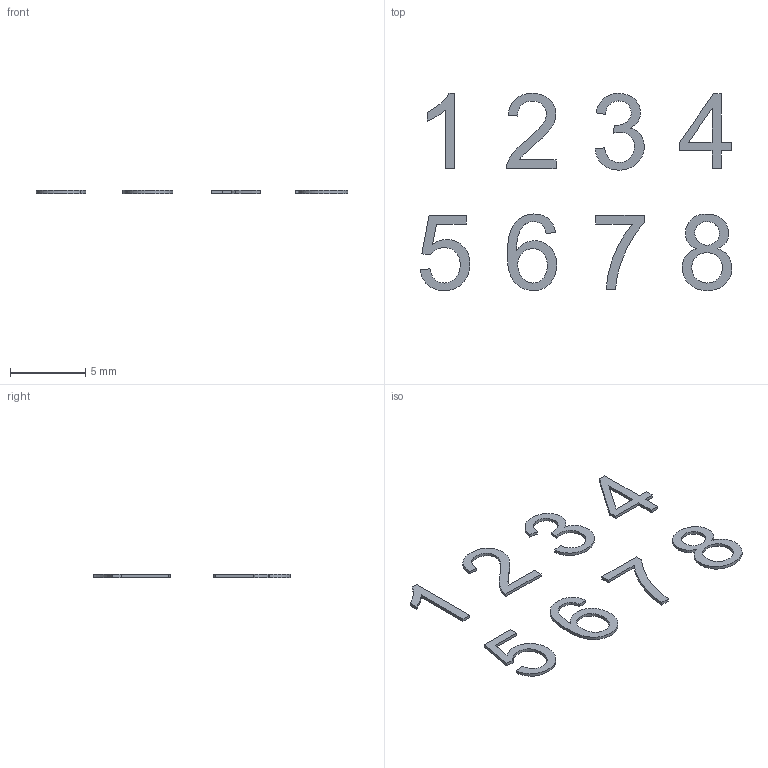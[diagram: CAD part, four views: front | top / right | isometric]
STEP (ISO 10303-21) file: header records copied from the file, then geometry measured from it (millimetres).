
FILE_DESCRIPTION(('HOOPS Exchange Step'),'2;1');
FILE_NAME('temp_export','2024-08-25T13:43:34+08:00',('sharma21'),('Shapr3D Limited'),'HOOPS Exchange 2024.2','Shapr3D','Authorized');
FILE_SCHEMA( ('AP242_MANAGED_MODEL_BASED_3D_ENGINEERING_MIM_LF {1 0 10303 442 1 1 4 }') );
Length unit declared in the file: millimetre
Products named in the file (1): root
Bounding box: 20.75 x 13.13 x 0.2 mm (x, y, z)
Volume: 10 mm3; surface area: 135.8 mm2
Topology: 8 solids, 8 shells, 86 faces, 210 edges, 140 vertices
Faces by surface type: plane 55, bspline 31
Entity records: 3893 total; most frequent: CARTESIAN_POINT 2029, ORIENTED_EDGE 420, DIRECTION 262, EDGE_CURVE 210, VECTOR 148, LINE 148, VERTEX_POINT 140, EDGE_LOOP 94
